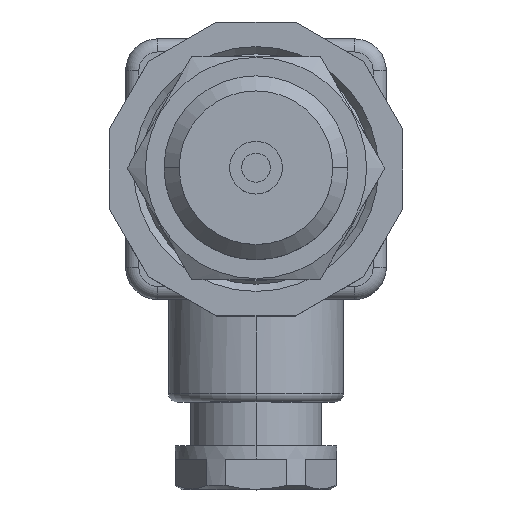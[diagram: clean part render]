
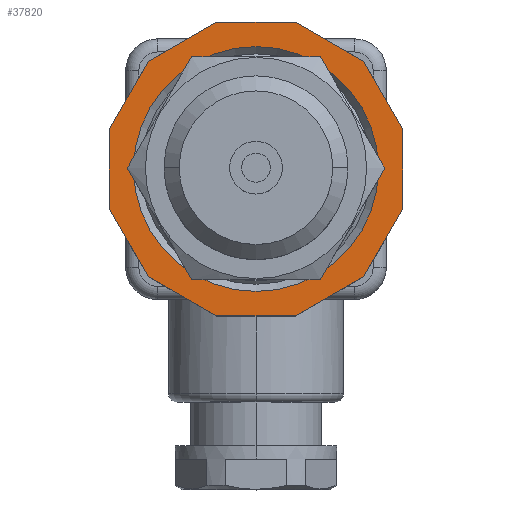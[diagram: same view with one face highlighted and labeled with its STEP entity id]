
A CAD part, top view. The second image highlights one B-rep face of the part: STEP entity #37820.
In plain terms, the highlighted face is planar.
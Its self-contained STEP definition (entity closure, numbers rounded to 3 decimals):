
#27550=CARTESIAN_POINT('',(-16.75,5.5,-4.488));
#27560=VERTEX_POINT('',#27550);
#27590=CARTESIAN_POINT('',(-16.75,5.5,-4.488));
#27600=DIRECTION('',(0.5,0.,-0.866));
#27610=VECTOR('',#27600,1.);
#27620=LINE('',#27590,#27610);
#27630=CARTESIAN_POINT('',(-12.262,5.5,-12.262));
#27640=VERTEX_POINT('',#27630);
#27650=EDGE_CURVE('',#27560,#27640,#27620,.T.);
#27980=CARTESIAN_POINT('',(-12.262,5.5,-12.262));
#27990=DIRECTION('',(0.866,0.,-0.5));
#28000=VECTOR('',#27990,1.);
#28010=LINE('',#27980,#28000);
#28020=CARTESIAN_POINT('',(-4.488,5.5,-16.75));
#28030=VERTEX_POINT('',#28020);
#28040=EDGE_CURVE('',#27640,#28030,#28010,.T.);
#28360=CARTESIAN_POINT('',(-4.488,5.5,-16.75));
#28370=DIRECTION('',(1.,0.,0.));
#28380=VECTOR('',#28370,1.);
#28390=LINE('',#28360,#28380);
#28400=CARTESIAN_POINT('',(4.488,5.5,-16.75));
#28410=VERTEX_POINT('',#28400);
#28420=EDGE_CURVE('',#28030,#28410,#28390,.T.);
#28800=CARTESIAN_POINT('',(4.488,5.5,-16.75));
#28810=DIRECTION('',(0.866,0.,0.5));
#28820=VECTOR('',#28810,1.);
#28830=LINE('',#28800,#28820);
#28840=CARTESIAN_POINT('',(12.262,5.5,-12.262));
#28850=VERTEX_POINT('',#28840);
#28860=EDGE_CURVE('',#28410,#28850,#28830,.T.);
#29260=CARTESIAN_POINT('',(12.262,5.5,-12.262));
#29270=DIRECTION('',(0.5,0.,0.866));
#29280=VECTOR('',#29270,1.);
#29290=LINE('',#29260,#29280);
#29300=CARTESIAN_POINT('',(16.75,5.5,-4.488));
#29310=VERTEX_POINT('',#29300);
#29320=EDGE_CURVE('',#28850,#29310,#29290,.T.);
#29640=CARTESIAN_POINT('',(16.75,5.5,-4.488));
#29650=DIRECTION('',(0.,0.,1.));
#29660=VECTOR('',#29650,1.);
#29670=LINE('',#29640,#29660);
#29680=CARTESIAN_POINT('',(16.75,5.5,4.488));
#29690=VERTEX_POINT('',#29680);
#29700=EDGE_CURVE('',#29310,#29690,#29670,.T.);
#30100=CARTESIAN_POINT('',(16.75,5.5,4.488));
#30110=DIRECTION('',(-0.5,0.,0.866));
#30120=VECTOR('',#30110,1.);
#30130=LINE('',#30100,#30120);
#30140=CARTESIAN_POINT('',(12.262,5.5,12.262));
#30150=VERTEX_POINT('',#30140);
#30160=EDGE_CURVE('',#29690,#30150,#30130,.T.);
#30560=CARTESIAN_POINT('',(12.262,5.5,12.262));
#30570=DIRECTION('',(-0.866,0.,0.5));
#30580=VECTOR('',#30570,1.);
#30590=LINE('',#30560,#30580);
#30600=CARTESIAN_POINT('',(4.488,5.5,16.75));
#30610=VERTEX_POINT('',#30600);
#30620=EDGE_CURVE('',#30150,#30610,#30590,.T.);
#30940=CARTESIAN_POINT('',(4.488,5.5,16.75));
#30950=DIRECTION('',(-1.,0.,0.));
#30960=VECTOR('',#30950,1.);
#30970=LINE('',#30940,#30960);
#30980=CARTESIAN_POINT('',(-4.488,5.5,16.75));
#30990=VERTEX_POINT('',#30980);
#31000=EDGE_CURVE('',#30610,#30990,#30970,.T.);
#31400=CARTESIAN_POINT('',(-4.488,5.5,16.75));
#31410=DIRECTION('',(-0.866,0.,-0.5));
#31420=VECTOR('',#31410,1.);
#31430=LINE('',#31400,#31420);
#31440=CARTESIAN_POINT('',(-12.262,5.5,12.262));
#31450=VERTEX_POINT('',#31440);
#31460=EDGE_CURVE('',#30990,#31450,#31430,.T.);
#31860=CARTESIAN_POINT('',(-12.262,5.5,12.262));
#31870=DIRECTION('',(-0.5,0.,-0.866));
#31880=VECTOR('',#31870,1.);
#31890=LINE('',#31860,#31880);
#31900=CARTESIAN_POINT('',(-16.75,5.5,4.488));
#31910=VERTEX_POINT('',#31900);
#31920=EDGE_CURVE('',#31450,#31910,#31890,.T.);
#32220=CARTESIAN_POINT('',(-16.75,5.5,4.488));
#32230=DIRECTION('',(0.,0.,-1.));
#32240=VECTOR('',#32230,1.);
#32250=LINE('',#32220,#32240);
#32260=EDGE_CURVE('',#31910,#27560,#32250,.T.);
#37480=CARTESIAN_POINT('',(-16.,5.5,16.));
#37490=DIRECTION('',(0.,-1.,0.));
#37500=DIRECTION('',(1.,0.,0.));
#37510=AXIS2_PLACEMENT_3D('',#37480,#37490,#37500);
#37520=PLANE('',#37510);
#37530=ORIENTED_EDGE('',*,*,#27650,.T.);
#37540=ORIENTED_EDGE('',*,*,#32260,.T.);
#37550=ORIENTED_EDGE('',*,*,#31920,.T.);
#37560=ORIENTED_EDGE('',*,*,#31460,.T.);
#37570=ORIENTED_EDGE('',*,*,#31000,.T.);
#37580=ORIENTED_EDGE('',*,*,#30620,.T.);
#37590=ORIENTED_EDGE('',*,*,#30160,.T.);
#37600=ORIENTED_EDGE('',*,*,#29700,.T.);
#37610=ORIENTED_EDGE('',*,*,#29320,.T.);
#37620=ORIENTED_EDGE('',*,*,#28860,.T.);
#37630=ORIENTED_EDGE('',*,*,#28420,.T.);
#37640=ORIENTED_EDGE('',*,*,#28040,.T.);
#37650=EDGE_LOOP('',(#37640,#37630,#37620,#37610,#37600,#37590,#37580,
#37570,#37560,#37550,#37540,#37530));
#37660=FACE_OUTER_BOUND('',#37650,.T.);
#37670=CARTESIAN_POINT('',(0.,5.5,0.));
#37680=DIRECTION('',(0.,1.,0.));
#37690=DIRECTION('',(-1.,0.,0.));
#37700=AXIS2_PLACEMENT_3D('',#37670,#37680,#37690);
#37710=CIRCLE('',#37700,13.95);
#37720=CARTESIAN_POINT('',(13.95,5.5,0.));
#37730=VERTEX_POINT('',#37720);
#37740=CARTESIAN_POINT('',(-13.95,5.5,0.)
);
#37750=VERTEX_POINT('',#37740);
#37760=EDGE_CURVE('',#37730,#37750,#37710,.T.);
#37770=ORIENTED_EDGE('',*,*,#37760,.T.);
#37780=EDGE_CURVE('',#37750,#37730,#37710,.T.);
#37790=ORIENTED_EDGE('',*,*,#37780,.T.);
#37800=EDGE_LOOP('',(#37790,#37770));
#37810=FACE_BOUND('',#37800,.T.);
#37820=ADVANCED_FACE('',(#37660,#37810),#37520,.T.);
